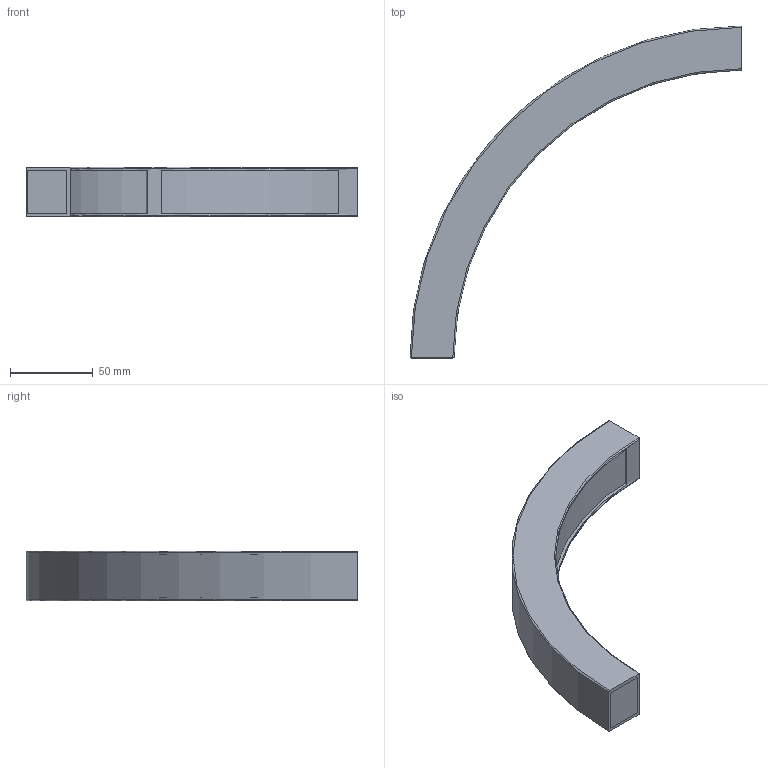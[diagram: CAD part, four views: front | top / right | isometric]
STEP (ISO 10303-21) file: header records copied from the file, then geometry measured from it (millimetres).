
FILE_DESCRIPTION(/* description */ (''),/* implementation_level */ '2;1');
FILE_NAME(/* name */ 'Oleant_OWI090_Olala_Wall_In_90.stp',/* time_stamp */ '2022-05-02T09:54:35+02:00',/* author */ ('Omnitek 2000'),/* organization */ (''),/* preprocessor_version */ 'ST-DEVELOPER v18',/* originating_system */ 'Autodesk Inventor 2020',/* authorisation */ '');
FILE_SCHEMA (('AUTOMOTIVE_DESIGN { 1 0 10303 214 3 1 1 }'));
Length unit declared in the file: millimetre
Products named in the file (3): olala; frame; frame_1
Assembly tree (2 placements, depth 2):
  olala
    frame
    frame_1
Bounding box: 200 x 200 x 30 mm (x, y, z)
Volume: 249866.1 mm3; surface area: 80784.6 mm2
Topology: 2 solids, 2 shells, 26 faces, 60 edges, 40 vertices
Faces by surface type: plane 16, cylinder 6, torus 4
Entity records: 885 total; most frequent: DIRECTION 152, CARTESIAN_POINT 132, ORIENTED_EDGE 120, EDGE_CURVE 60, AXIS2_PLACEMENT_3D 60, VERTEX_POINT 40, LINE 32, VECTOR 32
